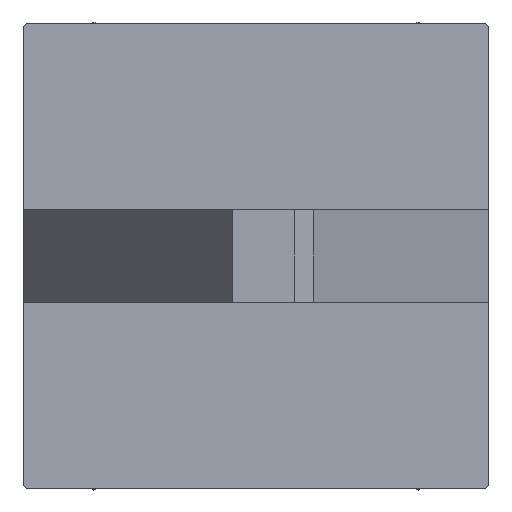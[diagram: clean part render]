
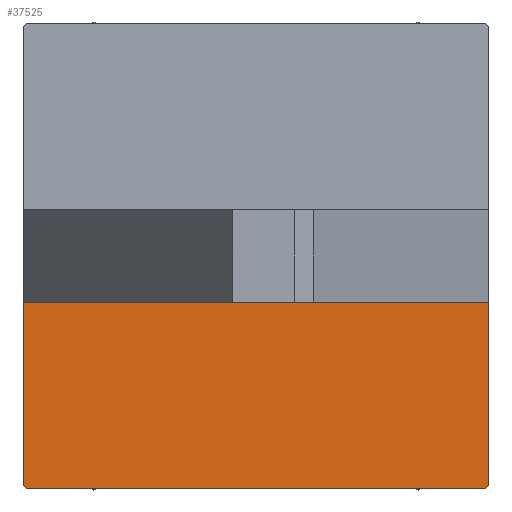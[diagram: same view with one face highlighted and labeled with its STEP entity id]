
A CAD part, left-side view. The second image highlights one B-rep face of the part: STEP entity #37525.
In plain terms, the highlighted planar face has unit normal (-1, 0, 0).
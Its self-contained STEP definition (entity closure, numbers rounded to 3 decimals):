
#63 = ORIENTED_EDGE ( 'NONE', *, *, #14374, .F. ) ;
#568 = LINE ( 'NONE', #7432, #16305 ) ;
#842 = CARTESIAN_POINT ( 'NONE',  ( 0., -37., 37.5 ) ) ;
#3632 = VERTEX_POINT ( 'NONE', #42953 ) ;
#6848 = VERTEX_POINT ( 'NONE', #23699 ) ;
#7432 = CARTESIAN_POINT ( 'NONE',  ( 0., 37.5, -37.5 ) ) ;
#7678 = LINE ( 'NONE', #18297, #41644 ) ;
#7892 = DIRECTION ( 'NONE',  ( 0., 0., 1. ) ) ;
#8799 = AXIS2_PLACEMENT_3D ( 'NONE', #25821, #39525, #7892 ) ;
#9293 = ORIENTED_EDGE ( 'NONE', *, *, #16430, .T. ) ;
#9306 = EDGE_CURVE ( 'NONE', #3632, #28738, #38462, .T. ) ;
#10035 = VECTOR ( 'NONE', #33102, 1000. ) ;
#10130 = CARTESIAN_POINT ( 'NONE',  ( 0., 37.5, 37.5 ) ) ;
#10391 = ORIENTED_EDGE ( 'NONE', *, *, #22576, .F. ) ;
#11984 = LINE ( 'NONE', #26375, #38585 ) ;
#13196 = LINE ( 'NONE', #10130, #23488 ) ;
#14374 = EDGE_CURVE ( 'NONE', #21481, #28738, #40650, .T. ) ;
#14934 = EDGE_CURVE ( 'NONE', #6848, #33131, #11984, .T. ) ;
#16305 = VECTOR ( 'NONE', #35981, 1000. ) ;
#16430 = EDGE_CURVE ( 'NONE', #21481, #37236, #7678, .T. ) ;
#18297 = CARTESIAN_POINT ( 'NONE',  ( 0., -37.25, 37.25 ) ) ;
#19408 = ORIENTED_EDGE ( 'NONE', *, *, #14934, .T. ) ;
#21481 = VERTEX_POINT ( 'NONE', #35641 ) ;
#22280 = PLANE ( 'NONE',  #8799 ) ;
#22576 = EDGE_CURVE ( 'NONE', #6848, #37236, #13196, .T. ) ;
#23488 = VECTOR ( 'NONE', #38212, 1000. ) ;
#23699 = CARTESIAN_POINT ( 'NONE',  ( 0., -7.5, 37.5 ) ) ;
#25784 = ORIENTED_EDGE ( 'NONE', *, *, #9306, .T. ) ;
#25821 = CARTESIAN_POINT ( 'NONE',  ( 0., 0., 0. ) ) ;
#26330 = ORIENTED_EDGE ( 'NONE', *, *, #37541, .T. ) ;
#26375 = CARTESIAN_POINT ( 'NONE',  ( 0., -7.5, 37.5 ) ) ;
#27134 = DIRECTION ( 'NONE',  ( 0., -0.707, 0.707 ) ) ;
#27600 = CARTESIAN_POINT ( 'NONE',  ( 0., -37.25, -37.25 ) ) ;
#28738 = VERTEX_POINT ( 'NONE', #32208 ) ;
#32208 = CARTESIAN_POINT ( 'NONE',  ( 0., -37.5, -37. ) ) ;
#33102 = DIRECTION ( 'NONE',  ( 0., 0., -1. ) ) ;
#33131 = VERTEX_POINT ( 'NONE', #38710 ) ;
#33688 = DIRECTION ( 'NONE',  ( 0., 0., -1. ) ) ;
#35641 = CARTESIAN_POINT ( 'NONE',  ( 0., -37.5, 37. ) ) ;
#35981 = DIRECTION ( 'NONE',  ( 0., -1., 0. ) ) ;
#35996 = DIRECTION ( 'NONE',  ( 0., 0.707, 0.707 ) ) ;
#37236 = VERTEX_POINT ( 'NONE', #842 ) ;
#37525 = ADVANCED_FACE ( 'NONE', ( #43067 ), #22280, .T. ) ;
#37541 = EDGE_CURVE ( 'NONE', #33131, #3632, #568, .T. ) ;
#37578 = CARTESIAN_POINT ( 'NONE',  ( 0., -37.5, 37.5 ) ) ;
#38212 = DIRECTION ( 'NONE',  ( 0., -1., 0. ) ) ;
#38462 = LINE ( 'NONE', #27600, #40770 ) ;
#38585 = VECTOR ( 'NONE', #33688, 1000. ) ;
#38710 = CARTESIAN_POINT ( 'NONE',  ( 0., -7.5, -37.5 ) ) ;
#39525 = DIRECTION ( 'NONE',  ( -1., 0., 0. ) ) ;
#40650 = LINE ( 'NONE', #37578, #10035 ) ;
#40770 = VECTOR ( 'NONE', #27134, 1000. ) ;
#41644 = VECTOR ( 'NONE', #35996, 1000. ) ;
#42953 = CARTESIAN_POINT ( 'NONE',  ( 0., -37., -37.5 ) ) ;
#43067 = FACE_OUTER_BOUND ( 'NONE', #46422, .T. ) ;
#46422 = EDGE_LOOP ( 'NONE', ( #10391, #19408, #26330, #25784, #63, #9293 ) ) ;
